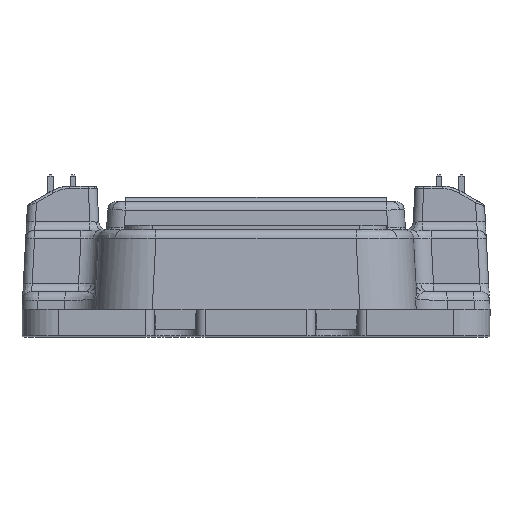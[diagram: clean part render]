
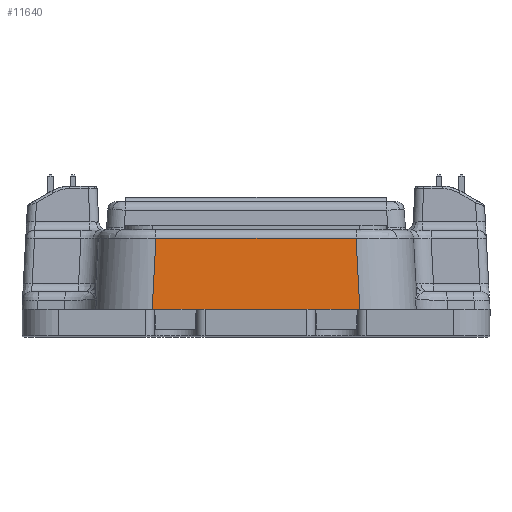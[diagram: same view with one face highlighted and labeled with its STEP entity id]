
A CAD part, top view. The second image highlights one B-rep face of the part: STEP entity #11640.
In plain terms, the highlighted planar face has unit normal (0, 0.052, 0.999).
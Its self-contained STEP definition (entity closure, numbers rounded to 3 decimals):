
#535 = ORIENTED_EDGE ( 'NONE', *, *, #17742, .T. ) ;
#755 = DIRECTION ( 'NONE',  ( 1., 0., 0. ) ) ;
#851 = ORIENTED_EDGE ( 'NONE', *, *, #6634, .T. ) ;
#949 = ORIENTED_EDGE ( 'NONE', *, *, #29229, .T. ) ;
#1970 = VERTEX_POINT ( 'NONE', #24587 ) ;
#3051 = ORIENTED_EDGE ( 'NONE', *, *, #41605, .T. ) ;
#3079 = ORIENTED_EDGE ( 'NONE', *, *, #13916, .T. ) ;
#3717 = VECTOR ( 'NONE', #18728, 1000. ) ;
#4043 = VECTOR ( 'NONE', #21105, 1000. ) ;
#4047 = PLANE ( 'NONE',  #19443 ) ;
#4796 = LINE ( 'NONE', #33750, #29161 ) ;
#5132 = LINE ( 'NONE', #17794, #24225 ) ;
#6634 = EDGE_CURVE ( 'NONE', #8656, #38981, #21335, .T. ) ;
#7442 = DIRECTION ( 'NONE',  ( 0., -0.999, 0.052 ) ) ;
#7655 = FACE_OUTER_BOUND ( 'NONE', #35363, .T. ) ;
#8160 = CARTESIAN_POINT ( 'NONE',  ( 6.775, 3., 40. ) ) ;
#8460 = EDGE_CURVE ( 'NONE', #38981, #43384, #4796, .T. ) ;
#8589 = DIRECTION ( 'NONE',  ( -1., 0., 0. ) ) ;
#8656 = VERTEX_POINT ( 'NONE', #43459 ) ;
#8691 = VECTOR ( 'NONE', #17285, 1000. ) ;
#11179 = CARTESIAN_POINT ( 'NONE',  ( 11.475, 3., 40. ) ) ;
#11522 = DIRECTION ( 'NONE',  ( 1., 0., 0. ) ) ;
#11640 = ADVANCED_FACE ( 'NONE', ( #7655 ), #4047, .T. ) ;
#13291 = ORIENTED_EDGE ( 'NONE', *, *, #8460, .T. ) ;
#13916 = EDGE_CURVE ( 'NONE', #30861, #8656, #34749, .T. ) ;
#13984 = EDGE_CURVE ( 'NONE', #35671, #18902, #24602, .T. ) ;
#15152 = VERTEX_POINT ( 'NONE', #18028 ) ;
#15953 = VECTOR ( 'NONE', #24568, 1000. ) ;
#17269 = ORIENTED_EDGE ( 'NONE', *, *, #25983, .T. ) ;
#17285 = DIRECTION ( 'NONE',  ( 1., 0., 0. ) ) ;
#17425 = LINE ( 'NONE', #39253, #3717 ) ;
#17677 = CARTESIAN_POINT ( 'NONE',  ( 0., 3., 40. ) ) ;
#17742 = EDGE_CURVE ( 'NONE', #43384, #1970, #40719, .T. ) ;
#17790 = LINE ( 'NONE', #17677, #4043 ) ;
#17794 = CARTESIAN_POINT ( 'NONE',  ( -26.5, 3., 40. ) ) ;
#18023 = CARTESIAN_POINT ( 'NONE',  ( -11.475, 3., 40. ) ) ;
#18028 = CARTESIAN_POINT ( 'NONE',  ( 11.759, 3., 40. ) ) ;
#18031 = CARTESIAN_POINT ( 'NONE',  ( 0., 3., 40. ) ) ;
#18728 = DIRECTION ( 'NONE',  ( -0.052, 0.997, -0.052 ) ) ;
#18902 = VERTEX_POINT ( 'NONE', #11179 ) ;
#19443 = AXIS2_PLACEMENT_3D ( 'NONE', #27730, #34040, #7442 ) ;
#21105 = DIRECTION ( 'NONE',  ( 1., 0., 0. ) ) ;
#21135 = DIRECTION ( 'NONE',  ( 1., 0., 0. ) ) ;
#21335 = LINE ( 'NONE', #18031, #15953 ) ;
#21411 = CARTESIAN_POINT ( 'NONE',  ( 0., 3., 40. ) ) ;
#24225 = VECTOR ( 'NONE', #755, 1000. ) ;
#24393 = LINE ( 'NONE', #39040, #37179 ) ;
#24568 = DIRECTION ( 'NONE',  ( 1., 0., 0. ) ) ;
#24587 = CARTESIAN_POINT ( 'NONE',  ( -5.771, 3., 40. ) ) ;
#24602 = LINE ( 'NONE', #31879, #29357 ) ;
#24730 = VECTOR ( 'NONE', #21135, 1000. ) ;
#25006 = DIRECTION ( 'NONE',  ( -0.052, -0.997, 0.052 ) ) ;
#25983 = EDGE_CURVE ( 'NONE', #1970, #39244, #5132, .T. ) ;
#27730 = CARTESIAN_POINT ( 'NONE',  ( 0., 3., 40. ) ) ;
#28902 = ORIENTED_EDGE ( 'NONE', *, *, #36697, .T. ) ;
#29082 = CARTESIAN_POINT ( 'NONE',  ( -11.337, 11.052, 39.578 ) ) ;
#29161 = VECTOR ( 'NONE', #37461, 1000. ) ;
#29229 = EDGE_CURVE ( 'NONE', #15152, #43595, #17425, .T. ) ;
#29357 = VECTOR ( 'NONE', #11522, 1000. ) ;
#30861 = VERTEX_POINT ( 'NONE', #29082 ) ;
#31105 = CARTESIAN_POINT ( 'NONE',  ( 0., 3., 40. ) ) ;
#31879 = CARTESIAN_POINT ( 'NONE',  ( 0., 3., 40. ) ) ;
#33450 = EDGE_CURVE ( 'NONE', #39244, #35671, #17790, .T. ) ;
#33750 = CARTESIAN_POINT ( 'NONE',  ( 0., 3., 40. ) ) ;
#34040 = DIRECTION ( 'NONE',  ( 0., 0.052, 0.999 ) ) ;
#34749 = LINE ( 'NONE', #42144, #40592 ) ;
#35095 = ORIENTED_EDGE ( 'NONE', *, *, #13984, .T. ) ;
#35363 = EDGE_LOOP ( 'NONE', ( #17269, #42016, #35095, #3051, #949, #28902, #3079, #851, #13291, #535 ) ) ;
#35671 = VERTEX_POINT ( 'NONE', #8160 ) ;
#36697 = EDGE_CURVE ( 'NONE', #43595, #30861, #24393, .T. ) ;
#36880 = LINE ( 'NONE', #31105, #8691 ) ;
#37179 = VECTOR ( 'NONE', #8589, 1000. ) ;
#37452 = CARTESIAN_POINT ( 'NONE',  ( -6.775, 3., 40. ) ) ;
#37461 = DIRECTION ( 'NONE',  ( 1., 0., 0. ) ) ;
#38981 = VERTEX_POINT ( 'NONE', #18023 ) ;
#39040 = CARTESIAN_POINT ( 'NONE',  ( 0., 11.052, 39.578 ) ) ;
#39244 = VERTEX_POINT ( 'NONE', #40128 ) ;
#39253 = CARTESIAN_POINT ( 'NONE',  ( 11.759, 3., 40. ) ) ;
#40128 = CARTESIAN_POINT ( 'NONE',  ( 5.771, 3., 40. ) ) ;
#40592 = VECTOR ( 'NONE', #25006, 1000. ) ;
#40719 = LINE ( 'NONE', #21411, #24730 ) ;
#41605 = EDGE_CURVE ( 'NONE', #18902, #15152, #36880, .T. ) ;
#42016 = ORIENTED_EDGE ( 'NONE', *, *, #33450, .T. ) ;
#42144 = CARTESIAN_POINT ( 'NONE',  ( -11.337, 11.052, 39.578 ) ) ;
#42537 = CARTESIAN_POINT ( 'NONE',  ( 11.337, 11.052, 39.578 ) ) ;
#43384 = VERTEX_POINT ( 'NONE', #37452 ) ;
#43459 = CARTESIAN_POINT ( 'NONE',  ( -11.759, 3., 40. ) ) ;
#43595 = VERTEX_POINT ( 'NONE', #42537 ) ;
